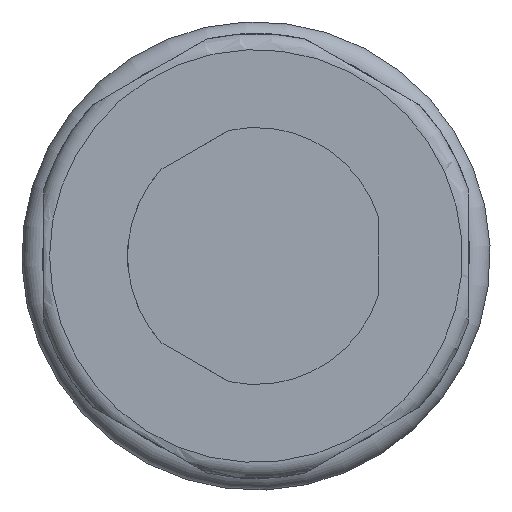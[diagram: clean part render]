
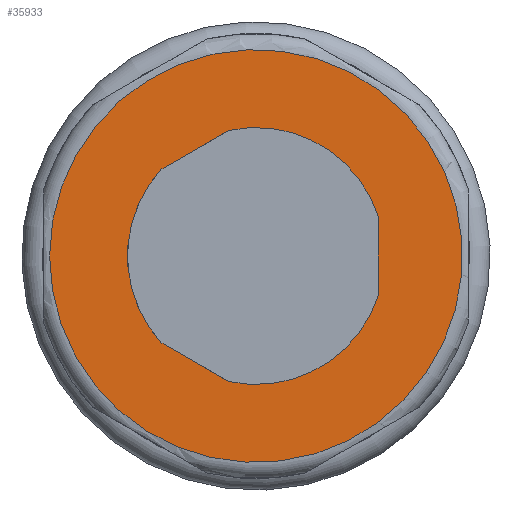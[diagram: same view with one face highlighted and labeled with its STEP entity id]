
A CAD part, left-side view. The second image highlights one B-rep face of the part: STEP entity #35933.
In plain terms, the highlighted planar face has unit normal (-1, 0, 0).
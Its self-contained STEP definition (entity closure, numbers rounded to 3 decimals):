
#1307=CARTESIAN_POINT('',(0.0,4.695,4.275));
#1308=VERTEX_POINT('',#1307);
#1315=CARTESIAN_POINT('',(0.0,4.695,-4.275));
#1316=VERTEX_POINT('',#1315);
#1317=CARTESIAN_POINT('',(0.0,0.0,0.0));
#1318=DIRECTION('',(1.0,0.0,0.0));
#1319=DIRECTION('',(0.0,-0.739,-0.673));
#1320=AXIS2_PLACEMENT_3D('',#1317,#1318,#1319);
#1321=CIRCLE('',#1320,6.35);
#1322=EDGE_CURVE('',#1316,#1308,#1321,.T.);
#1355=CARTESIAN_POINT('',(0.0,1.355,6.204));
#1356=VERTEX_POINT('',#1355);
#1363=CARTESIAN_POINT('',(0.0,4.695,4.275));
#1364=DIRECTION('',(0.0,-0.866,0.5));
#1365=VECTOR('',#1364,3.857);
#1366=LINE('',#1363,#1365);
#1367=EDGE_CURVE('',#1308,#1356,#1366,.T.);
#1408=CARTESIAN_POINT('',(0.0,-6.05,-1.929));
#1409=VERTEX_POINT('',#1408);
#1416=CARTESIAN_POINT('',(0.0,-6.05,1.929));
#1417=VERTEX_POINT('',#1416);
#1418=CARTESIAN_POINT('',(0.0,-6.05,1.929));
#1419=DIRECTION('',(0.0,0.0,-1.0));
#1420=VECTOR('',#1419,3.857);
#1421=LINE('',#1418,#1420);
#1422=EDGE_CURVE('',#1417,#1409,#1421,.T.);
#1469=CARTESIAN_POINT('',(0.0,1.355,-6.204));
#1470=VERTEX_POINT('',#1469);
#1471=CARTESIAN_POINT('',(0.0,1.355,-6.204));
#1472=DIRECTION('',(0.0,0.866,0.5));
#1473=VECTOR('',#1472,3.857);
#1474=LINE('',#1471,#1473);
#1475=EDGE_CURVE('',#1470,#1316,#1474,.T.);
#1514=CARTESIAN_POINT('',(0.0,0.0,0.0));
#1515=DIRECTION('',(1.0,0.0,0.0));
#1516=DIRECTION('',(0.0,0.953,-0.304));
#1517=AXIS2_PLACEMENT_3D('',#1514,#1515,#1516);
#1518=CIRCLE('',#1517,6.35);
#1519=EDGE_CURVE('',#1356,#1417,#1518,.T.);
#1538=CARTESIAN_POINT('',(0.0,0.0,0.0));
#1539=DIRECTION('',(1.0,0.0,0.0));
#1540=DIRECTION('',(0.0,-0.213,0.977));
#1541=AXIS2_PLACEMENT_3D('',#1538,#1539,#1540);
#1542=CIRCLE('',#1541,6.35);
#1543=EDGE_CURVE('',#1409,#1470,#1542,.T.);
#35832=CARTESIAN_POINT('',(0.0,10.2,0.0));
#35833=VERTEX_POINT('',#35832);
#35834=CARTESIAN_POINT('',(0.0,0.0,0.0));
#35835=DIRECTION('',(1.0,0.0,0.0));
#35836=DIRECTION('',(0.0,-1.0,0.0));
#35837=AXIS2_PLACEMENT_3D('',#35834,#35835,#35836);
#35838=CIRCLE('',#35837,10.2);
#35839=EDGE_CURVE('',#35833,#35833,#35838,.T.);
#35917=CARTESIAN_POINT('',(0.0,8.525,0.0));
#35918=DIRECTION('',(-1.0,0.0,0.0));
#35919=DIRECTION('',(0.0,0.0,1.0));
#35920=AXIS2_PLACEMENT_3D('',#35917,#35918,#35919);
#35921=PLANE('',#35920);
#35922=ORIENTED_EDGE('',*,*,#35839,.F.);
#35923=EDGE_LOOP('',(#35922));
#35924=FACE_OUTER_BOUND('',#35923,.T.);
#35925=ORIENTED_EDGE('',*,*,#1475,.T.);
#35926=ORIENTED_EDGE('',*,*,#1322,.T.);
#35927=ORIENTED_EDGE('',*,*,#1367,.T.);
#35928=ORIENTED_EDGE('',*,*,#1519,.T.);
#35929=ORIENTED_EDGE('',*,*,#1422,.T.);
#35930=ORIENTED_EDGE('',*,*,#1543,.T.);
#35931=EDGE_LOOP('',(#35925,#35926,#35927,#35928,#35929,#35930));
#35932=FACE_BOUND('',#35931,.T.);
#35933=ADVANCED_FACE('',(#35924,#35932),#35921,.T.);
